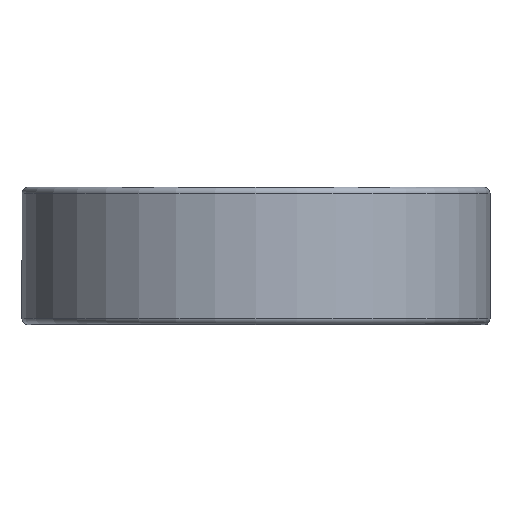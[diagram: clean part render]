
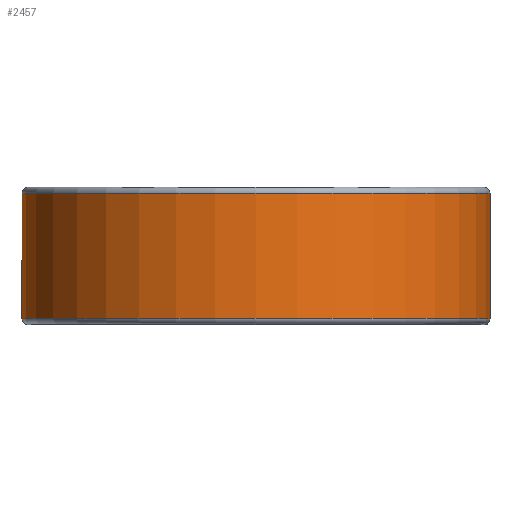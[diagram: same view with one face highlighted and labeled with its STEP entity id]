
A CAD part, top view. The second image highlights one B-rep face of the part: STEP entity #2457.
In plain terms, the highlighted cylindrical face has radius 29.794 mm (diameter 59.588 mm), a partial arc.
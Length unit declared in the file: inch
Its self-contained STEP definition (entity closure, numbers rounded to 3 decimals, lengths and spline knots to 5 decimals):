
#42 = VERTEX_POINT ( 'NONE', #998 ) ;
#120 = VECTOR ( 'NONE', #2344, 39.37008 ) ;
#207 = DIRECTION ( 'NONE',  ( 0., 0., -1. ) ) ;
#269 = ORIENTED_EDGE ( 'NONE', *, *, #1312, .F. ) ;
#343 = VERTEX_POINT ( 'NONE', #2316 ) ;
#353 = CYLINDRICAL_SURFACE ( 'NONE', #2130, 1.173 ) ;
#438 = CARTESIAN_POINT ( 'NONE',  ( 0., 0.3125, 0. ) ) ;
#549 = CARTESIAN_POINT ( 'NONE',  ( 0., -0.31375, -1.173 ) ) ;
#592 = CARTESIAN_POINT ( 'NONE',  ( 1.173, -0.31375, 0. ) ) ;
#727 = FACE_OUTER_BOUND ( 'NONE', #1510, .T. ) ;
#752 = ORIENTED_EDGE ( 'NONE', *, *, #2278, .T. ) ;
#845 = DIRECTION ( 'NONE',  ( 0., -1., 0. ) ) ;
#909 = VECTOR ( 'NONE', #2070, 39.37008 ) ;
#965 = CARTESIAN_POINT ( 'NONE',  ( 0., 0.31375, -1.173 ) ) ;
#998 = CARTESIAN_POINT ( 'NONE',  ( 0., 0.31375, -1.173 ) ) ;
#1005 = CIRCLE ( 'NONE', #1130, 1.173 ) ;
#1009 = ORIENTED_EDGE ( 'NONE', *, *, #1478, .T. ) ;
#1060 = VERTEX_POINT ( 'NONE', #549 ) ;
#1065 = DIRECTION ( 'NONE',  ( 0., -1., 0. ) ) ;
#1130 = AXIS2_PLACEMENT_3D ( 'NONE', #1902, #845, #2062 ) ;
#1168 = VERTEX_POINT ( 'NONE', #592 ) ;
#1187 = CARTESIAN_POINT ( 'NONE',  ( 0., 0.31375, 0. ) ) ;
#1270 = ORIENTED_EDGE ( 'NONE', *, *, #2320, .F. ) ;
#1312 = EDGE_CURVE ( 'NONE', #1060, #42, #1767, .T. ) ;
#1365 = DIRECTION ( 'NONE',  ( 0., 0., -1. ) ) ;
#1478 = EDGE_CURVE ( 'NONE', #1168, #343, #1904, .T. ) ;
#1510 = EDGE_LOOP ( 'NONE', ( #1009, #752, #269, #1270 ) ) ;
#1752 = CIRCLE ( 'NONE', #1980, 1.173 ) ;
#1767 = LINE ( 'NONE', #965, #120 ) ;
#1902 = CARTESIAN_POINT ( 'NONE',  ( 0., -0.31375, 0. ) ) ;
#1904 = LINE ( 'NONE', #1907, #909 ) ;
#1907 = CARTESIAN_POINT ( 'NONE',  ( 1.173, 0.31375, 0. ) ) ;
#1980 = AXIS2_PLACEMENT_3D ( 'NONE', #1187, #2384, #1365 ) ;
#2062 = DIRECTION ( 'NONE',  ( 0., 0., -1. ) ) ;
#2070 = DIRECTION ( 'NONE',  ( 0., 1., 0. ) ) ;
#2130 = AXIS2_PLACEMENT_3D ( 'NONE', #438, #1065, #207 ) ;
#2278 = EDGE_CURVE ( 'NONE', #343, #42, #1752, .T. ) ;
#2316 = CARTESIAN_POINT ( 'NONE',  ( 1.173, 0.31375, 0. ) ) ;
#2320 = EDGE_CURVE ( 'NONE', #1168, #1060, #1005, .T. ) ;
#2344 = DIRECTION ( 'NONE',  ( 0., 1., 0. ) ) ;
#2384 = DIRECTION ( 'NONE',  ( 0., -1., 0. ) ) ;
#2457 = ADVANCED_FACE ( 'NONE', ( #727 ), #353, .T. ) ;
